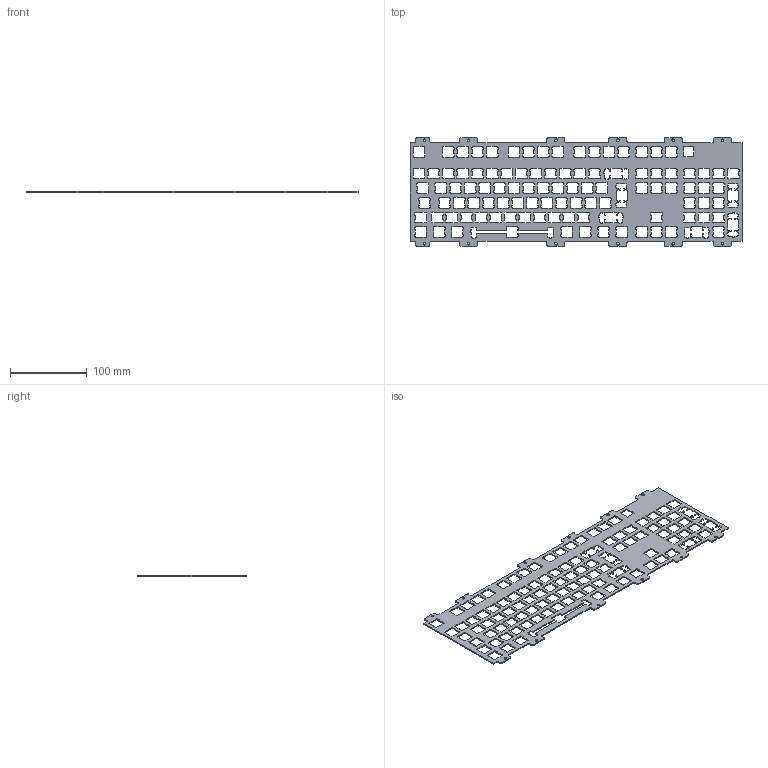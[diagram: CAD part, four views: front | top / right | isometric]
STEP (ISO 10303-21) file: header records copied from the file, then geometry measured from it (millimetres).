
FILE_DESCRIPTION(/* description */ (''),/* implementation_level */ '2;1');
FILE_NAME(/* name */ 'Plate.step',/* time_stamp */ '2026-01-30T18:27:54Z',/* author */ (''),/* organization */ (''),/* preprocessor_version */ 'ST-DEVELOPER v20.1',/* originating_system */ 'Autodesk Translation Framework v14.24.0.0',/* authorisation */ '');
FILE_SCHEMA (('AUTOMOTIVE_DESIGN { 1 0 10303 214 3 1 1 }'));
Products named in the file (1): 2026-01-24-23-38-07-205
Bounding box: 432.72 x 141.73 x 1.5 mm (x, y, z)
Volume: 50483.9 mm3; surface area: 80288.8 mm2
Topology: 1 solids, 1 shells, 2498 faces, 7488 edges, 4992 vertices
Faces by surface type: plane 2438, cylinder 60
Full cylindrical faces by diameter (mm): 3.4 x12
Entity records: 83017 total; most frequent: CARTESIAN_POINT 14979, ORIENTED_EDGE 14976, DIRECTION 12606, EDGE_CURVE 7488, LINE 7368, VECTOR 7368, VERTEX_POINT 4992, EDGE_LOOP 2734
